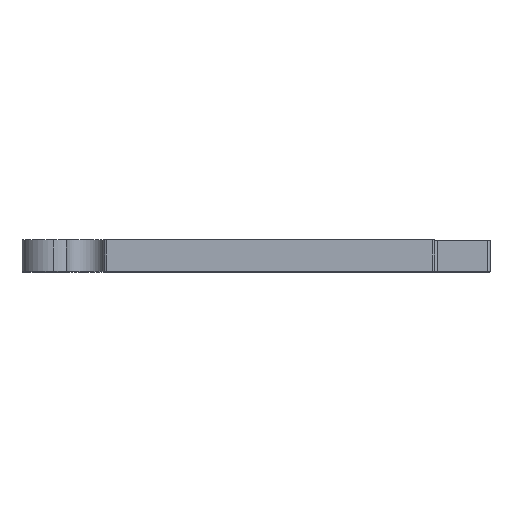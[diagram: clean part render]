
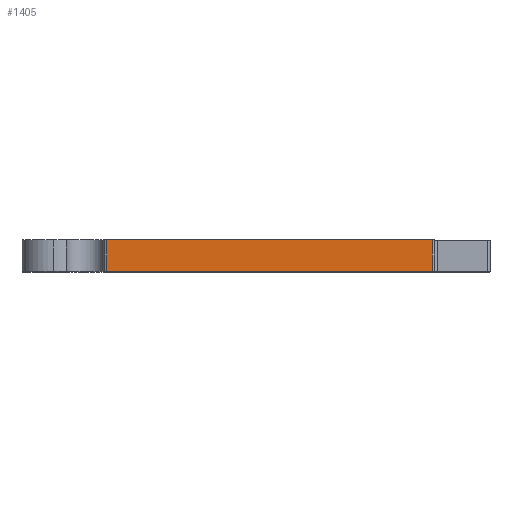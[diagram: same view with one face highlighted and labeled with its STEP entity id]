
A CAD part, top view. The second image highlights one B-rep face of the part: STEP entity #1405.
In plain terms, the highlighted planar face has unit normal (0, 0, 1).
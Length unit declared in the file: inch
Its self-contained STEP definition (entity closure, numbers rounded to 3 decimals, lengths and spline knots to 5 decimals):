
#106 = DIRECTION ( 'NONE',  ( -1., 0., 0. ) ) ;
#151 = DIRECTION ( 'NONE',  ( 0., 0., -1. ) ) ;
#166 = AXIS2_PLACEMENT_3D ( 'NONE', #3115, #151, #106 ) ;
#207 = VECTOR ( 'NONE', #1890, 39.37008 ) ;
#259 = CARTESIAN_POINT ( 'NONE',  ( -0.6453, 0., 1.255 ) ) ;
#372 = LINE ( 'NONE', #2575, #1038 ) ;
#439 = LINE ( 'NONE', #1711, #3075 ) ;
#446 = VERTEX_POINT ( 'NONE', #1609 ) ;
#497 = EDGE_LOOP ( 'NONE', ( #973, #2920, #911, #1941 ) ) ;
#519 = VERTEX_POINT ( 'NONE', #259 ) ;
#606 = PLANE ( 'NONE',  #166 ) ;
#711 = VERTEX_POINT ( 'NONE', #1016 ) ;
#911 = ORIENTED_EDGE ( 'NONE', *, *, #2101, .F. ) ;
#973 = ORIENTED_EDGE ( 'NONE', *, *, #2041, .T. ) ;
#1016 = CARTESIAN_POINT ( 'NONE',  ( 0.6453, 0., 1.255 ) ) ;
#1032 = VERTEX_POINT ( 'NONE', #2670 ) ;
#1038 = VECTOR ( 'NONE', #1049, 39.37008 ) ;
#1049 = DIRECTION ( 'NONE',  ( 1., 0., 0. ) ) ;
#1099 = CARTESIAN_POINT ( 'NONE',  ( 0.6453, 0.125, 1.255 ) ) ;
#1120 = DIRECTION ( 'NONE',  ( 1., 0., 0. ) ) ;
#1170 = EDGE_CURVE ( 'NONE', #711, #1032, #2429, .T. ) ;
#1179 = FACE_OUTER_BOUND ( 'NONE', #497, .T. ) ;
#1405 = ADVANCED_FACE ( 'NONE', ( #1179 ), #606, .F. ) ;
#1509 = DIRECTION ( 'NONE',  ( 0., 1., 0. ) ) ;
#1552 = LINE ( 'NONE', #2113, #207 ) ;
#1609 = CARTESIAN_POINT ( 'NONE',  ( -0.6453, 0.125, 1.255 ) ) ;
#1711 = CARTESIAN_POINT ( 'NONE',  ( 0., 0., 1.255 ) ) ;
#1890 = DIRECTION ( 'NONE',  ( 0., -1., 0. ) ) ;
#1941 = ORIENTED_EDGE ( 'NONE', *, *, #2142, .T. ) ;
#2041 = EDGE_CURVE ( 'NONE', #519, #711, #439, .T. ) ;
#2101 = EDGE_CURVE ( 'NONE', #446, #1032, #372, .T. ) ;
#2113 = CARTESIAN_POINT ( 'NONE',  ( -0.6453, 0.125, 1.255 ) ) ;
#2142 = EDGE_CURVE ( 'NONE', #446, #519, #1552, .T. ) ;
#2429 = LINE ( 'NONE', #1099, #3240 ) ;
#2575 = CARTESIAN_POINT ( 'NONE',  ( 0., 0.125, 1.255 ) ) ;
#2670 = CARTESIAN_POINT ( 'NONE',  ( 0.6453, 0.125, 1.255 ) ) ;
#2920 = ORIENTED_EDGE ( 'NONE', *, *, #1170, .T. ) ;
#3075 = VECTOR ( 'NONE', #1120, 39.37008 ) ;
#3115 = CARTESIAN_POINT ( 'NONE',  ( 0., 0.125, 1.255 ) ) ;
#3240 = VECTOR ( 'NONE', #1509, 39.37008 ) ;
